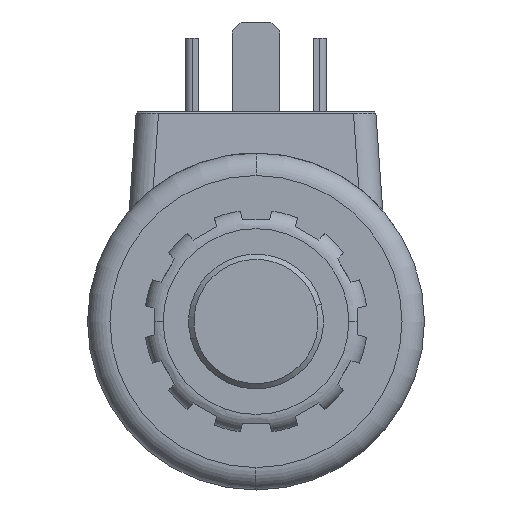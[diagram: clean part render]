
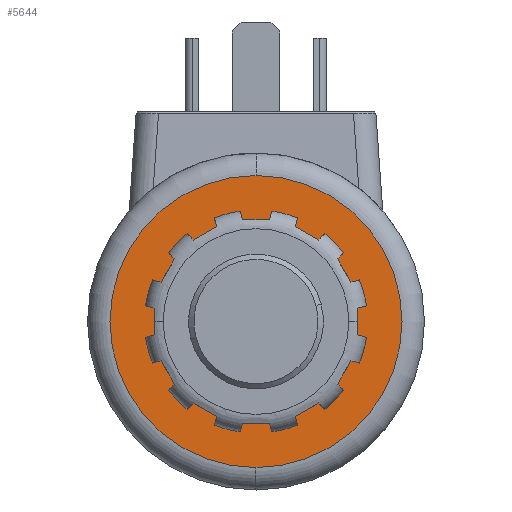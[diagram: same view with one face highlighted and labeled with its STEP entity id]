
A CAD part, left-side view. The second image highlights one B-rep face of the part: STEP entity #5644.
In plain terms, the highlighted planar face has unit normal (-1, 0, 0).
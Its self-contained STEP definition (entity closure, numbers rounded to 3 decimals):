
#89 = AXIS2_PLACEMENT_3D ( 'NONE', #4212, #4185, #4168 ) ;
#346 = CARTESIAN_POINT ( 'NONE',  ( -126.513, 16.664, 0. ) ) ;
#523 = DIRECTION ( 'NONE',  ( -1., 0., 0. ) ) ;
#687 = ORIENTED_EDGE ( 'NONE', *, *, #8920, .F. ) ;
#927 = AXIS2_PLACEMENT_3D ( 'NONE', #7908, #7484, #4491 ) ;
#1483 = AXIS2_PLACEMENT_3D ( 'NONE', #7012, #6256, #6218 ) ;
#1517 = VERTEX_POINT ( 'NONE', #3754 ) ;
#1920 = VERTEX_POINT ( 'NONE', #8107 ) ;
#3351 = EDGE_CURVE ( 'NONE', #1920, #6616, #6935, .T. ) ;
#3754 = CARTESIAN_POINT ( 'NONE',  ( -126.513, 43.864, 0. ) ) ;
#4159 = AXIS2_PLACEMENT_3D ( 'NONE', #5050, #523, #5798 ) ;
#4168 = DIRECTION ( 'NONE',  ( 0., 0., 1. ) ) ;
#4185 = DIRECTION ( 'NONE',  ( -1., 0., 0. ) ) ;
#4204 = EDGE_CURVE ( 'NONE', #7539, #1517, #8891, .T. ) ;
#4212 = CARTESIAN_POINT ( 'NONE',  ( -126.513, 30.264, 0. ) ) ;
#4348 = CARTESIAN_POINT ( 'NONE',  ( -126.513, 30.264, -19.5 ) ) ;
#4489 = PLANE ( 'NONE',  #89 ) ;
#4491 = DIRECTION ( 'NONE',  ( 0., 0., 1. ) ) ;
#4548 = ORIENTED_EDGE ( 'NONE', *, *, #3351, .T. ) ;
#4708 = ORIENTED_EDGE ( 'NONE', *, *, #6793, .T. ) ;
#5050 = CARTESIAN_POINT ( 'NONE',  ( -126.513, 30.264, 0. ) ) ;
#5549 = EDGE_LOOP ( 'NONE', ( #4548, #4708 ) ) ;
#5644 = ADVANCED_FACE ( 'NONE', ( #9102, #9096 ), #4489, .T. ) ;
#5798 = DIRECTION ( 'NONE',  ( 0., 0., 1. ) ) ;
#5901 = AXIS2_PLACEMENT_3D ( 'NONE', #9404, #9386, #9371 ) ;
#6218 = DIRECTION ( 'NONE',  ( 0., 0., 1. ) ) ;
#6256 = DIRECTION ( 'NONE',  ( -1., 0., 0. ) ) ;
#6401 = CIRCLE ( 'NONE', #4159, 13.6 ) ;
#6434 = EDGE_LOOP ( 'NONE', ( #7954, #687 ) ) ;
#6616 = VERTEX_POINT ( 'NONE', #4348 ) ;
#6793 = EDGE_CURVE ( 'NONE', #6616, #1920, #7292, .T. ) ;
#6935 = CIRCLE ( 'NONE', #1483, 19.5 ) ;
#7012 = CARTESIAN_POINT ( 'NONE',  ( -126.513, 30.264, 0. ) ) ;
#7292 = CIRCLE ( 'NONE', #5901, 19.5 ) ;
#7484 = DIRECTION ( 'NONE',  ( -1., 0., 0. ) ) ;
#7539 = VERTEX_POINT ( 'NONE', #346 ) ;
#7908 = CARTESIAN_POINT ( 'NONE',  ( -126.513, 30.264, 0. ) ) ;
#7954 = ORIENTED_EDGE ( 'NONE', *, *, #4204, .F. ) ;
#8107 = CARTESIAN_POINT ( 'NONE',  ( -126.513, 30.264, 19.5 ) ) ;
#8891 = CIRCLE ( 'NONE', #927, 13.6 ) ;
#8920 = EDGE_CURVE ( 'NONE', #1517, #7539, #6401, .T. ) ;
#9096 = FACE_BOUND ( 'NONE', #6434, .T. ) ;
#9102 = FACE_OUTER_BOUND ( 'NONE', #5549, .T. ) ;
#9371 = DIRECTION ( 'NONE',  ( 0., 0., 1. ) ) ;
#9386 = DIRECTION ( 'NONE',  ( -1., 0., 0. ) ) ;
#9404 = CARTESIAN_POINT ( 'NONE',  ( -126.513, 30.264, 0. ) ) ;
